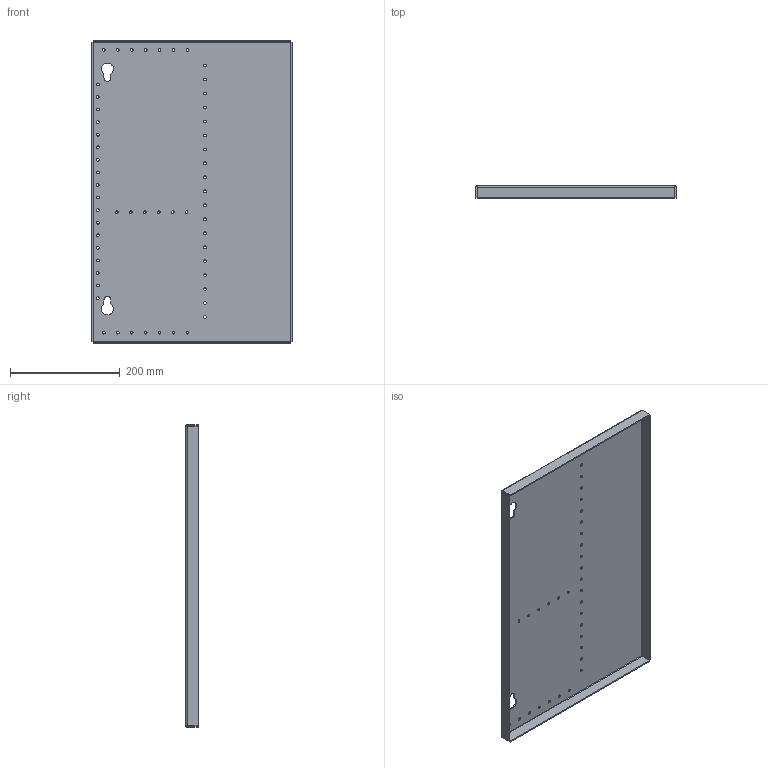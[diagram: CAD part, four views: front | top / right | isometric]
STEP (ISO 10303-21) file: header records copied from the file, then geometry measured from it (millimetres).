
FILE_DESCRIPTION (( 'STEP AP214' ), '1' );
FILE_NAME ('Segment Lid.STEP', '2024-12-29T22:10:10', ( '' ), ( '' ), 'SwSTEP 2.0', 'SolidWorks 2024', '' );
FILE_SCHEMA (( 'AUTOMOTIVE_DESIGN' ));
Length unit declared in the file: millimetre
Products named in the file (1): Segment Lid
Bounding box: 364.58 x 22.3 x 550.13 mm (x, y, z)
Volume: 535860.5 mm3; surface area: 472979.5 mm2
Topology: 1 solids, 1 shells, 162 faces, 448 edges, 288 vertices
Faces by surface type: cylinder 128, plane 26, bspline 8
Entity records: 5883 total; most frequent: CARTESIAN_POINT 1323, DIRECTION 982, ORIENTED_EDGE 896, EDGE_CURVE 448, AXIS2_PLACEMENT_3D 395, VERTEX_POINT 288, EDGE_LOOP 280, CIRCLE 240
